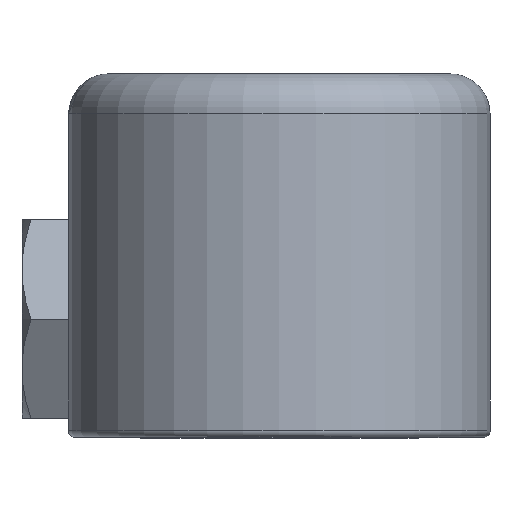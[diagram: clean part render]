
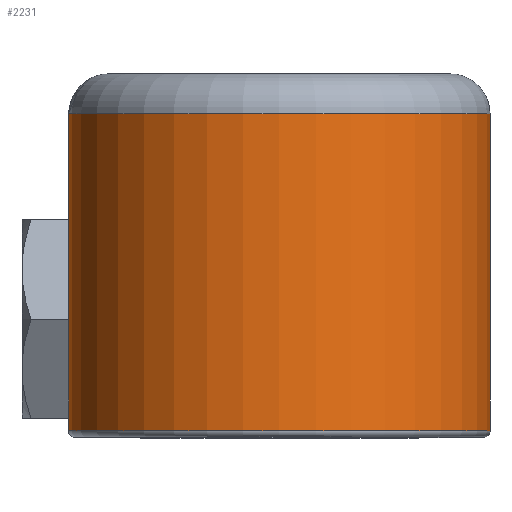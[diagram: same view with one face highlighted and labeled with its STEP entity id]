
A CAD part, top view. The second image highlights one B-rep face of the part: STEP entity #2231.
In plain terms, the highlighted cylindrical face has radius 25.4 mm (diameter 50.8 mm), a partial arc.
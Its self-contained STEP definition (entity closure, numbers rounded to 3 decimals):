
#792=CARTESIAN_POINT('',(0.,0.762,0.));
#793=DIRECTION('',(0.,-1.,0.));
#794=DIRECTION('',(0.985,0.,-0.175));
#795=AXIS2_PLACEMENT_3D('',#792,#793,#794);
#808=DIRECTION('',(0.,1.,0.));
#809=VECTOR('',#808,38.227);
#810=CARTESIAN_POINT('',(-25.009,0.762,-4.44));
#811=LINE('',#810,#809);
#863=CARTESIAN_POINT('',(0.,38.989,0.));
#864=DIRECTION('',(0.,1.,0.));
#865=DIRECTION('',(-0.985,0.,-0.175));
#866=AXIS2_PLACEMENT_3D('',#863,#864,#865);
#1127=DIRECTION('',(0.,1.,0.));
#1128=VECTOR('',#1127,38.227);
#1129=CARTESIAN_POINT('',(25.009,0.762,-4.44));
#1130=LINE('',#1129,#1128);
#1669=CARTESIAN_POINT('',(-25.009,38.989,-4.44));
#1670=CARTESIAN_POINT('',(25.009,38.989,-4.44));
#1671=VERTEX_POINT('',#1669);
#1672=VERTEX_POINT('',#1670);
#1693=CARTESIAN_POINT('',(-25.009,0.762,-4.44));
#1694=VERTEX_POINT('',#1693);
#1697=CARTESIAN_POINT('',(25.009,0.762,-4.44));
#1698=VERTEX_POINT('',#1697);
#2218=CARTESIAN_POINT('',(0.,0.,0.));
#2219=DIRECTION('',(0.,1.,0.));
#2220=DIRECTION('',(-1.,0.,0.));
#2221=AXIS2_PLACEMENT_3D('',#2218,#2219,#2220);
#2222=CYLINDRICAL_SURFACE('',#2221,25.4);
#2223=ORIENTED_EDGE('',*,*,#2212,.T.);
#2224=ORIENTED_EDGE('',*,*,#2110,.T.);
#2226=ORIENTED_EDGE('',*,*,#2225,.T.);
#2228=ORIENTED_EDGE('',*,*,#2227,.F.);
#2229=EDGE_LOOP('',(#2223,#2224,#2226,#2228));
#2230=FACE_OUTER_BOUND('',#2229,.F.);
#796=CIRCLE('',#795,25.4);
#867=CIRCLE('',#866,25.4);
#2110=EDGE_CURVE('',#1694,#1671,#811,.T.);
#2212=EDGE_CURVE('',#1698,#1694,#796,.T.);
#2225=EDGE_CURVE('',#1671,#1672,#867,.T.);
#2227=EDGE_CURVE('',#1698,#1672,#1130,.T.);
#2231=ADVANCED_FACE('',(#2230),#2222,.T.);
